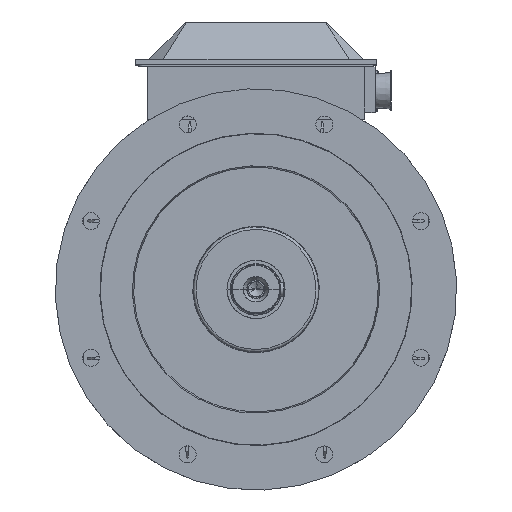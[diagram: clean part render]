
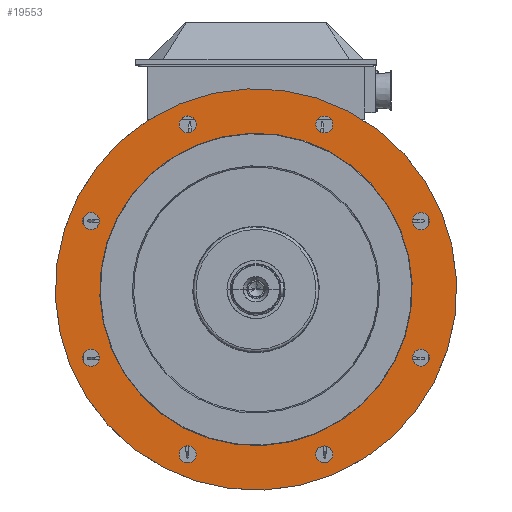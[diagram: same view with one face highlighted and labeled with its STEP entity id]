
A CAD part, top view. The second image highlights one B-rep face of the part: STEP entity #19553.
In plain terms, the highlighted planar face has unit normal (0, 0, 1).
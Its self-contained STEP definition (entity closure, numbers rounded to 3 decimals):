
#594=PLANE('',#41506);
#19553=ADVANCED_FACE('F3030',(#20452,#20453,#20454,#20455,#20456,#20457,
#20458,#20459,#20460,#20461),#594,.T.);
#20452=FACE_BOUND('',#21553,.T.);
#20453=FACE_BOUND('',#21554,.T.);
#20454=FACE_BOUND('',#21555,.T.);
#20455=FACE_BOUND('',#21556,.T.);
#20456=FACE_BOUND('',#21557,.T.);
#20457=FACE_BOUND('',#21558,.T.);
#20458=FACE_BOUND('',#21559,.T.);
#20459=FACE_BOUND('',#21560,.T.);
#20460=FACE_BOUND('',#21561,.T.);
#20461=FACE_BOUND('',#21562,.T.);
#21553=EDGE_LOOP('',(#26039));
#21554=EDGE_LOOP('',(#26040));
#21555=EDGE_LOOP('',(#26041));
#21556=EDGE_LOOP('',(#26042));
#21557=EDGE_LOOP('',(#26043));
#21558=EDGE_LOOP('',(#26044));
#21559=EDGE_LOOP('',(#26045));
#21560=EDGE_LOOP('',(#26046));
#21561=EDGE_LOOP('',(#26047));
#21562=EDGE_LOOP('',(#26048));
#26039=ORIENTED_EDGE('',*,*,#36953,.T.);
#26040=ORIENTED_EDGE('',*,*,#36923,.T.);
#26041=ORIENTED_EDGE('',*,*,#36926,.T.);
#26042=ORIENTED_EDGE('',*,*,#36929,.T.);
#26043=ORIENTED_EDGE('',*,*,#36932,.T.);
#26044=ORIENTED_EDGE('',*,*,#36935,.T.);
#26045=ORIENTED_EDGE('',*,*,#36938,.T.);
#26046=ORIENTED_EDGE('',*,*,#36941,.T.);
#26047=ORIENTED_EDGE('',*,*,#36909,.F.);
#26048=ORIENTED_EDGE('',*,*,#36920,.T.);
#31753=VERTEX_POINT('',#73866);
#31759=VERTEX_POINT('',#73889);
#31761=VERTEX_POINT('',#73895);
#31763=VERTEX_POINT('',#73901);
#31765=VERTEX_POINT('',#73907);
#31767=VERTEX_POINT('',#73913);
#31769=VERTEX_POINT('',#73919);
#31771=VERTEX_POINT('',#73925);
#31773=VERTEX_POINT('',#73931);
#31780=VERTEX_POINT('',#74020);
#36909=EDGE_CURVE('E1717',#31753,#31753,#39277,.T.);
#36920=EDGE_CURVE('E33',#31759,#31759,#39285,.T.);
#36923=EDGE_CURVE('E5050',#31761,#31761,#39287,.T.);
#36926=EDGE_CURVE('E5252',#31763,#31763,#39289,.T.);
#36929=EDGE_CURVE('E5454',#31765,#31765,#39291,.T.);
#36932=EDGE_CURVE('E5656',#31767,#31767,#39293,.T.);
#36935=EDGE_CURVE('E5858',#31769,#31769,#39295,.T.);
#36938=EDGE_CURVE('E6060',#31771,#31771,#39297,.T.);
#36941=EDGE_CURVE('E6262',#31773,#31773,#39299,.T.);
#36953=EDGE_CURVE('E2020',#31780,#31780,#39306,.T.);
#39277=CIRCLE('',#41458,175.);
#39285=CIRCLE('',#41472,9.5);
#39287=CIRCLE('',#41475,9.5);
#39289=CIRCLE('',#41478,9.5);
#39291=CIRCLE('',#41481,9.5);
#39293=CIRCLE('',#41484,9.5);
#39295=CIRCLE('',#41487,9.5);
#39297=CIRCLE('',#41490,9.5);
#39299=CIRCLE('',#41493,9.5);
#39306=CIRCLE('',#41504,224.843);
#41458=AXIS2_PLACEMENT_3D('',#73867,#47241,#47242);
#41472=AXIS2_PLACEMENT_3D('',#73891,#47272,#47273);
#41475=AXIS2_PLACEMENT_3D('',#73897,#47279,#47280);
#41478=AXIS2_PLACEMENT_3D('',#73903,#47286,#47287);
#41481=AXIS2_PLACEMENT_3D('',#73909,#47293,#47294);
#41484=AXIS2_PLACEMENT_3D('',#73915,#47300,#47301);
#41487=AXIS2_PLACEMENT_3D('',#73921,#47307,#47308);
#41490=AXIS2_PLACEMENT_3D('',#73927,#47314,#47315);
#41493=AXIS2_PLACEMENT_3D('',#73933,#47321,#47322);
#41504=AXIS2_PLACEMENT_3D('',#74021,#47345,#47346);
#41506=AXIS2_PLACEMENT_3D('',#74023,#47349,#47350);
#47241=DIRECTION('',(0.,0.,1.));
#47242=DIRECTION('',(1.,0.,0.));
#47272=DIRECTION('',(0.,0.,-1.));
#47273=DIRECTION('',(-1.,0.,0.));
#47279=DIRECTION('',(0.,0.,-1.));
#47280=DIRECTION('',(-1.,0.,0.));
#47286=DIRECTION('',(0.,0.,-1.));
#47287=DIRECTION('',(-1.,0.,0.));
#47293=DIRECTION('',(0.,0.,-1.));
#47294=DIRECTION('',(-1.,0.,0.));
#47300=DIRECTION('',(0.,0.,-1.));
#47301=DIRECTION('',(-1.,0.,0.));
#47307=DIRECTION('',(0.,0.,-1.));
#47308=DIRECTION('',(-1.,0.,0.));
#47314=DIRECTION('',(0.,0.,-1.));
#47315=DIRECTION('',(-1.,0.,0.));
#47321=DIRECTION('',(0.,0.,-1.));
#47322=DIRECTION('',(-1.,0.,0.));
#47345=DIRECTION('',(0.,0.,1.));
#47346=DIRECTION('',(1.,0.,0.));
#47349=DIRECTION('',(0.,0.,1.));
#47350=DIRECTION('',(-1.,0.,0.));
#73866=CARTESIAN_POINT('',(-161.679,-66.948,95.58));
#73867=CARTESIAN_POINT('',(0.,0.021,95.566));
#73889=CARTESIAN_POINT('',(-194.276,-76.515,95.582));
#73891=CARTESIAN_POINT('',(-184.776,-76.515,95.582));
#73895=CARTESIAN_POINT('',(-83.254,-191.472,95.608));
#73897=CARTESIAN_POINT('',(-76.537,-184.755,95.606));
#73901=CARTESIAN_POINT('',(76.536,-194.255,95.609));
#73903=CARTESIAN_POINT('',(76.536,-184.755,95.607));
#73907=CARTESIAN_POINT('',(191.493,-83.233,95.585));
#73909=CARTESIAN_POINT('',(184.776,-76.515,95.583));
#73913=CARTESIAN_POINT('',(194.276,76.558,95.549));
#73915=CARTESIAN_POINT('',(184.776,76.558,95.549));
#73919=CARTESIAN_POINT('',(83.254,191.515,95.523));
#73921=CARTESIAN_POINT('',(76.536,184.797,95.525));
#73925=CARTESIAN_POINT('',(-76.537,194.297,95.522));
#73927=CARTESIAN_POINT('',(-76.537,184.797,95.525));
#73931=CARTESIAN_POINT('',(-191.494,83.275,95.547));
#73933=CARTESIAN_POINT('',(-184.776,76.558,95.548));
#74020=CARTESIAN_POINT('',(-207.728,-86.022,95.584));
#74021=CARTESIAN_POINT('',(0.,0.021,95.566));
#74023=CARTESIAN_POINT('',(247.327,247.348,95.511));
